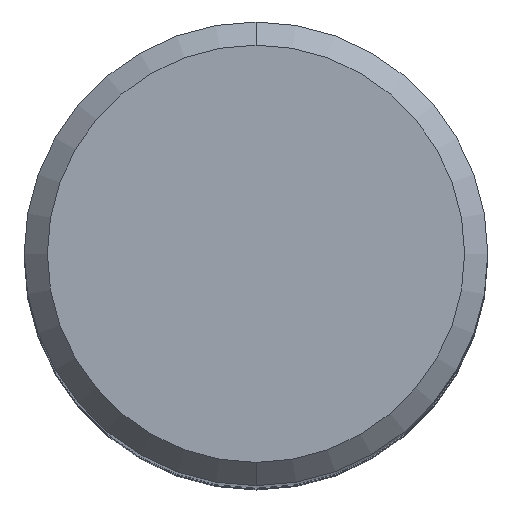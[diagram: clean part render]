
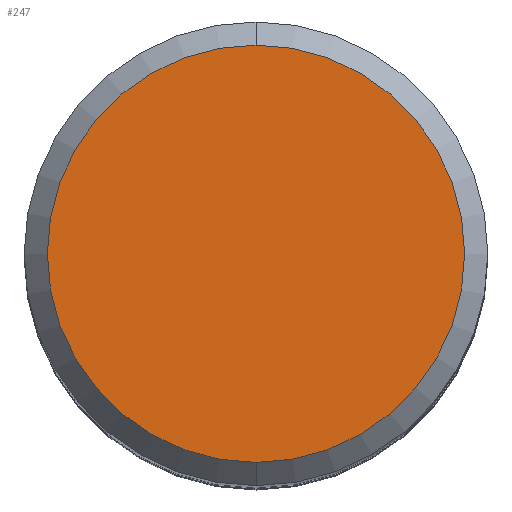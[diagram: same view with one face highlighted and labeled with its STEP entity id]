
A CAD part, top view. The second image highlights one B-rep face of the part: STEP entity #247.
In plain terms, the highlighted planar face has unit normal (0, 0, 1).
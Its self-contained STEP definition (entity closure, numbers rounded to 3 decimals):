
#239=EDGE_CURVE('',#471,#439,#565,.T.);
#247=ADVANCED_FACE('',(#574),#575,.T.);
#307=EDGE_CURVE('',#439,#471,#641,.T.);
#439=VERTEX_POINT('',#783);
#471=VERTEX_POINT('',#818);
#565=CIRCLE('',#1062,9.0);
#574=FACE_OUTER_BOUND('',#1073,.T.);
#575=PLANE('',#1074);
#641=CIRCLE('',#1260,9.0);
#783=CARTESIAN_POINT('',(0.,-9.0,0.0));
#818=CARTESIAN_POINT('',(0.0,9.0,0.0));
#1062=AXIS2_PLACEMENT_3D('',#1753,#1754,#1755);
#1073=EDGE_LOOP('',(#1766,#1767));
#1074=AXIS2_PLACEMENT_3D('',#1768,#1769,#1770);
#1260=AXIS2_PLACEMENT_3D('',#1842,#1843,#1844);
#1753=CARTESIAN_POINT('',(0.0,0.0,0.0));
#1754=DIRECTION('',(0.0,0.0,-1.0));
#1755=DIRECTION('',(0.0,1.0,0.0));
#1766=ORIENTED_EDGE('',*,*,#239,.F.);
#1767=ORIENTED_EDGE('',*,*,#307,.F.);
#1768=CARTESIAN_POINT('',(0.0,4.5,0.0));
#1769=DIRECTION('',(-0.0,0.0,1.0));
#1770=DIRECTION('',(0.0,-1.0,0.0));
#1842=CARTESIAN_POINT('',(0.0,0.0,0.0));
#1843=DIRECTION('',(0.0,0.0,-1.0));
#1844=DIRECTION('',(0.0,1.0,0.0));
